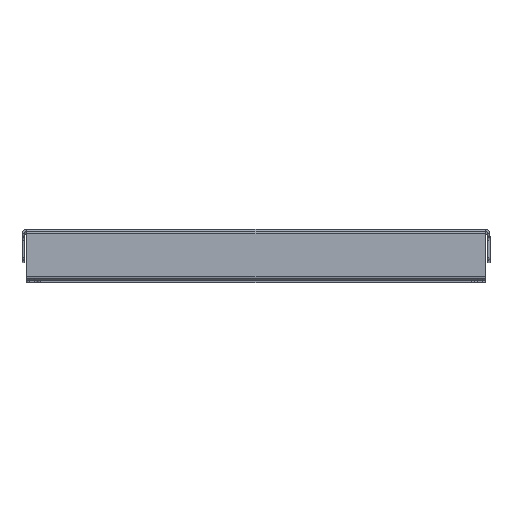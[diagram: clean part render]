
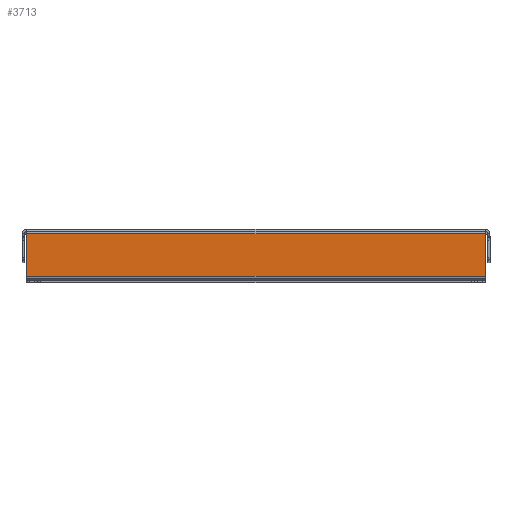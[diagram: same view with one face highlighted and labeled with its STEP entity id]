
A CAD part, top view. The second image highlights one B-rep face of the part: STEP entity #3713.
In plain terms, the highlighted planar face has unit normal (0, 0, 1).
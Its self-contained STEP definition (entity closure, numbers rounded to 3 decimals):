
#264 = DIRECTION ( 'NONE',  ( 0., -1., 0. ) ) ;
#310 = AXIS2_PLACEMENT_3D ( 'NONE', #3139, #6129, #264 ) ;
#405 = CARTESIAN_POINT ( 'NONE',  ( -146., -30., 399. ) ) ;
#875 = LINE ( 'NONE', #8314, #5164 ) ;
#973 = DIRECTION ( 'NONE',  ( 0., 1., 0. ) ) ;
#1606 = DIRECTION ( 'NONE',  ( 0., -1., 0. ) ) ;
#1652 = CARTESIAN_POINT ( 'NONE',  ( -146., -1.5, 399. ) ) ;
#1710 = EDGE_CURVE ( 'NONE', #6247, #2929, #1789, .T. ) ;
#1789 = LINE ( 'NONE', #7767, #8911 ) ;
#2107 = LINE ( 'NONE', #6513, #7315 ) ;
#2815 = EDGE_CURVE ( 'NONE', #5712, #8219, #2107, .T. ) ;
#2929 = VERTEX_POINT ( 'NONE', #8262 ) ;
#3139 = CARTESIAN_POINT ( 'NONE',  ( 0., 0., 399. ) ) ;
#3456 = ORIENTED_EDGE ( 'NONE', *, *, #1710, .T. ) ;
#3488 = EDGE_CURVE ( 'NONE', #8219, #2929, #7583, .T. ) ;
#3710 = ORIENTED_EDGE ( 'NONE', *, *, #4391, .F. ) ;
#3713 = ADVANCED_FACE ( 'NONE', ( #6856 ), #4710, .T. ) ;
#4391 = EDGE_CURVE ( 'NONE', #6247, #5712, #875, .T. ) ;
#4462 = CARTESIAN_POINT ( 'NONE',  ( 146., -30., 399. ) ) ;
#4514 = VECTOR ( 'NONE', #973, 1000. ) ;
#4710 = PLANE ( 'NONE',  #310 ) ;
#4864 = ORIENTED_EDGE ( 'NONE', *, *, #3488, .F. ) ;
#5106 = CARTESIAN_POINT ( 'NONE',  ( 146., -3., 399. ) ) ;
#5164 = VECTOR ( 'NONE', #1606, 1000. ) ;
#5712 = VERTEX_POINT ( 'NONE', #4462 ) ;
#6129 = DIRECTION ( 'NONE',  ( 0., 0., 1. ) ) ;
#6247 = VERTEX_POINT ( 'NONE', #5106 ) ;
#6513 = CARTESIAN_POINT ( 'NONE',  ( -146., -30., 399. ) ) ;
#6544 = ORIENTED_EDGE ( 'NONE', *, *, #2815, .F. ) ;
#6559 = DIRECTION ( 'NONE',  ( -1., 0., 0. ) ) ;
#6856 = FACE_OUTER_BOUND ( 'NONE', #9142, .T. ) ;
#7078 = DIRECTION ( 'NONE',  ( -1., 0., 0. ) ) ;
#7315 = VECTOR ( 'NONE', #6559, 1000. ) ;
#7583 = LINE ( 'NONE', #1652, #4514 ) ;
#7767 = CARTESIAN_POINT ( 'NONE',  ( 0., -3., 399. ) ) ;
#8219 = VERTEX_POINT ( 'NONE', #405 ) ;
#8262 = CARTESIAN_POINT ( 'NONE',  ( -146., -3., 399. ) ) ;
#8314 = CARTESIAN_POINT ( 'NONE',  ( 146., -30., 399. ) ) ;
#8911 = VECTOR ( 'NONE', #7078, 1000. ) ;
#9142 = EDGE_LOOP ( 'NONE', ( #3710, #3456, #4864, #6544 ) ) ;
